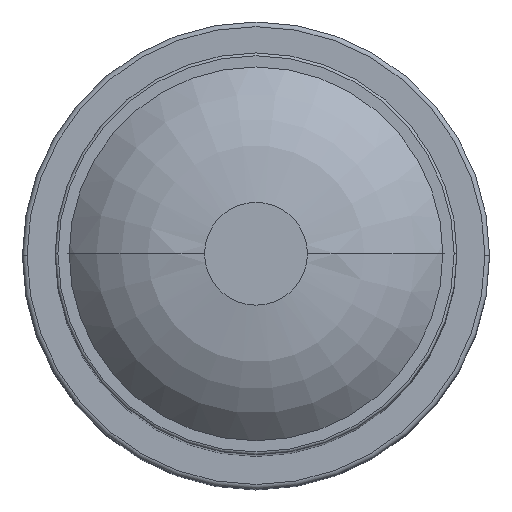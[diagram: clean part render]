
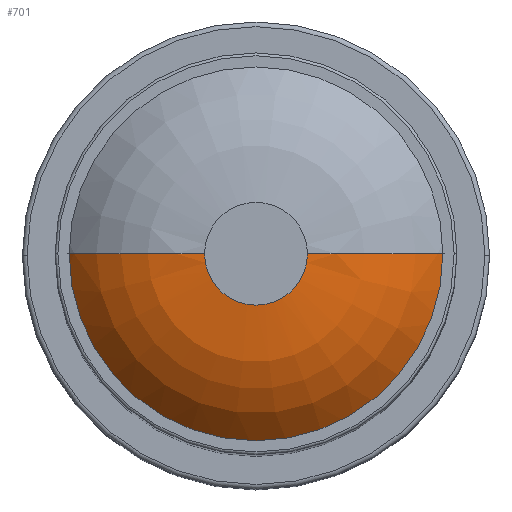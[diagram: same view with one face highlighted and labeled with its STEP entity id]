
A CAD part, top view. The second image highlights one B-rep face of the part: STEP entity #701.
In plain terms, the highlighted toroidal (fillet/blend) face has major radius 0.55 mm and minor radius 2 mm.
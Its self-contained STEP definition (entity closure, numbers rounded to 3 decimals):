
#2 = DIRECTION ( 'NONE',  ( 0., 0., 1. ) ) ;
#3 = EDGE_CURVE ( 'NONE', #525, #568, #250, .T. ) ;
#44 = CARTESIAN_POINT ( 'NONE',  ( -0.55, 0., 0.8 ) ) ;
#125 = AXIS2_PLACEMENT_3D ( 'NONE', #538, #353, #806 ) ;
#126 = VERTEX_POINT ( 'NONE', #44 ) ;
#143 = CARTESIAN_POINT ( 'NONE',  ( -2.15, 0., 0. ) ) ;
#151 = CIRCLE ( 'NONE', #125, 2. ) ;
#157 = EDGE_CURVE ( 'NONE', #126, #705, #151, .T. ) ;
#179 = TOROIDAL_SURFACE ( 'NONE', #637, 0.55, 2. ) ;
#187 = CIRCLE ( 'NONE', #309, 0.55 ) ;
#229 = DIRECTION ( 'NONE',  ( 0., 0., -1. ) ) ;
#250 = CIRCLE ( 'NONE', #555, 2. ) ;
#252 = CARTESIAN_POINT ( 'NONE',  ( 2.15, 0., 0. ) ) ;
#273 = CARTESIAN_POINT ( 'NONE',  ( 0.55, 0., -1.2 ) ) ;
#279 = DIRECTION ( 'NONE',  ( -1., 0., 0. ) ) ;
#298 = CIRCLE ( 'NONE', #513, 2.15 ) ;
#309 = AXIS2_PLACEMENT_3D ( 'NONE', #509, #644, #571 ) ;
#316 = ORIENTED_EDGE ( 'NONE', *, *, #521, .F. ) ;
#332 = DIRECTION ( 'NONE',  ( -1., 0., 0. ) ) ;
#338 = EDGE_LOOP ( 'NONE', ( #474, #316, #522, #775 ) ) ;
#353 = DIRECTION ( 'NONE',  ( 0., -1., 0. ) ) ;
#401 = FACE_OUTER_BOUND ( 'NONE', #338, .T. ) ;
#447 = CARTESIAN_POINT ( 'NONE',  ( 0., 0., 0. ) ) ;
#474 = ORIENTED_EDGE ( 'NONE', *, *, #3, .F. ) ;
#496 = DIRECTION ( 'NONE',  ( 1., 0., 0. ) ) ;
#509 = CARTESIAN_POINT ( 'NONE',  ( 0., 0., 0.8 ) ) ;
#513 = AXIS2_PLACEMENT_3D ( 'NONE', #447, #2, #496 ) ;
#521 = EDGE_CURVE ( 'NONE', #126, #525, #187, .T. ) ;
#522 = ORIENTED_EDGE ( 'NONE', *, *, #157, .T. ) ;
#525 = VERTEX_POINT ( 'NONE', #693 ) ;
#538 = CARTESIAN_POINT ( 'NONE',  ( -0.55, 0., -1.2 ) ) ;
#555 = AXIS2_PLACEMENT_3D ( 'NONE', #273, #646, #332 ) ;
#568 = VERTEX_POINT ( 'NONE', #252 ) ;
#571 = DIRECTION ( 'NONE',  ( 1., 0., 0. ) ) ;
#610 = EDGE_CURVE ( 'NONE', #705, #568, #298, .T. ) ;
#637 = AXIS2_PLACEMENT_3D ( 'NONE', #783, #229, #279 ) ;
#644 = DIRECTION ( 'NONE',  ( 0., 0., 1. ) ) ;
#646 = DIRECTION ( 'NONE',  ( 0., 1., 0. ) ) ;
#693 = CARTESIAN_POINT ( 'NONE',  ( 0.55, 0., 0.8 ) ) ;
#701 = ADVANCED_FACE ( 'NONE', ( #401 ), #179, .T. ) ;
#705 = VERTEX_POINT ( 'NONE', #143 ) ;
#775 = ORIENTED_EDGE ( 'NONE', *, *, #610, .T. ) ;
#783 = CARTESIAN_POINT ( 'NONE',  ( 0., 0., -1.2 ) ) ;
#806 = DIRECTION ( 'NONE',  ( 0., 0., -1. ) ) ;
